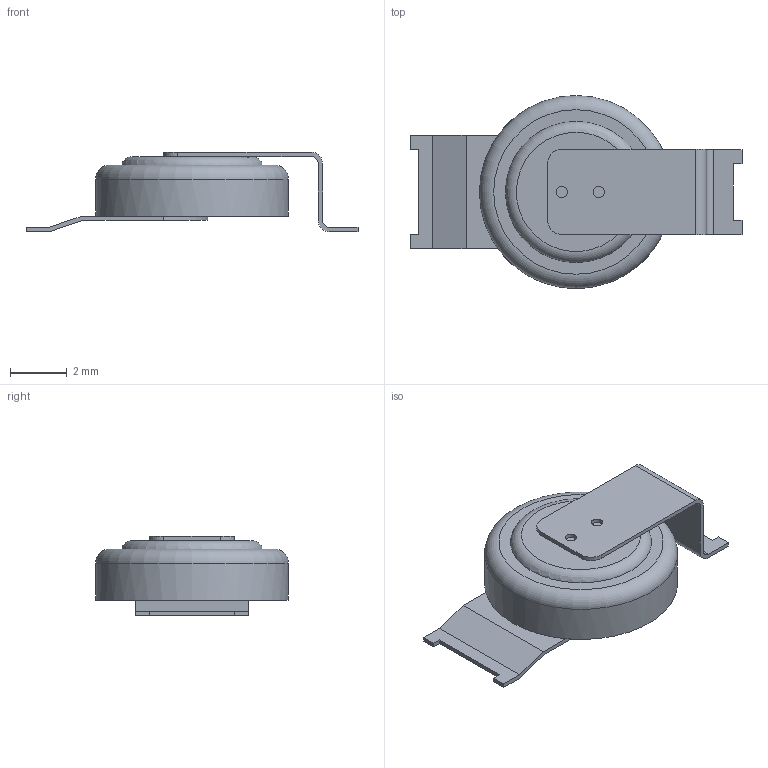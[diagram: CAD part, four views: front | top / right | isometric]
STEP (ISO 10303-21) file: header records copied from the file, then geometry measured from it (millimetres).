
FILE_DESCRIPTION(('FreeCAD Model'),'2;1');
FILE_NAME( 'CAP 330mF EDLC.step' ,'2019-04-26T13:12:10',('kicad StepUp'),('ksu MCAD'), 'Open CASCADE STEP processor 7.3','FreeCAD','Unknown');
FILE_SCHEMA(('AUTOMOTIVE_DESIGN { 1 0 10303 214 1 1 1 1 }'));
Length unit declared in the file: millimetre
Products named in the file (1): CAP_330mF_EDLC
Bounding box: 11.7 x 6.8 x 2.8 mm (x, y, z)
Volume: 77.1 mm3; surface area: 172.6 mm2
Topology: 1 solids, 1 shells, 48 faces, 118 edges, 77 vertices
Faces by surface type: plane 34, cylinder 12, torus 2
Full cylindrical faces by diameter (mm): 0.4 x4, 6.8 x1
Entity records: 1436 total; most frequent: DIRECTION 249, CARTESIAN_POINT 244, ORIENTED_EDGE 236, EDGE_CURVE 118, LINE 85, VECTOR 85, AXIS2_PLACEMENT_3D 82, VERTEX_POINT 77
